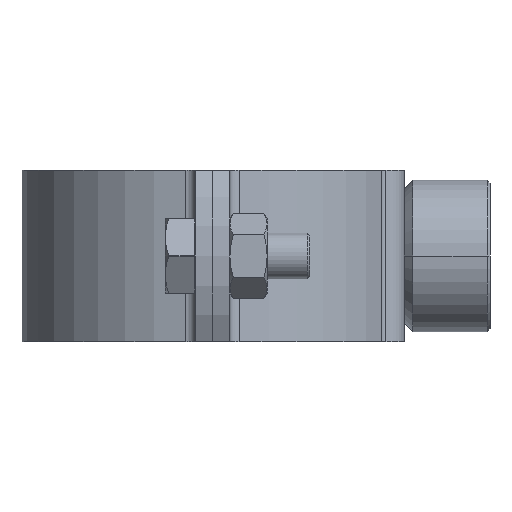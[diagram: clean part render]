
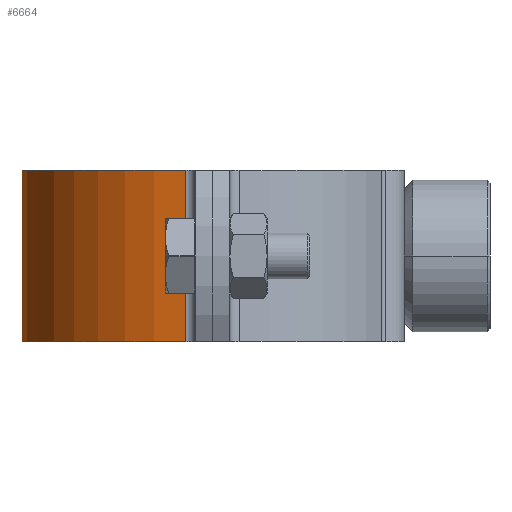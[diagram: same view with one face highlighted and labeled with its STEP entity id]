
A CAD part, left-side view. The second image highlights one B-rep face of the part: STEP entity #6664.
In plain terms, the highlighted cylindrical face has radius 33.5 mm (diameter 67 mm), a partial arc.
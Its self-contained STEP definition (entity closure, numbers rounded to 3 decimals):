
#349 = CARTESIAN_POINT ( 'NONE',  ( 33.166, -4.718, 15. ) ) ;
#532 = AXIS2_PLACEMENT_3D ( 'NONE', #1055, #1051, #1049 ) ;
#549 = ORIENTED_EDGE ( 'NONE', *, *, #4148, .T. ) ;
#1044 = CARTESIAN_POINT ( 'NONE',  ( -33.166, -4.718, -15. ) ) ;
#1049 = DIRECTION ( 'NONE',  ( -1., 0., 0. ) ) ;
#1051 = DIRECTION ( 'NONE',  ( 0., 0., -1. ) ) ;
#1055 = CARTESIAN_POINT ( 'NONE',  ( 0., 0., 15. ) ) ;
#1061 = CYLINDRICAL_SURFACE ( 'NONE', #532, 33.5 ) ;
#1064 = FACE_OUTER_BOUND ( 'NONE', #1896, .T. ) ;
#1115 = EDGE_CURVE ( 'NONE', #2258, #6673, #3244, .T. ) ;
#1228 = CARTESIAN_POINT ( 'NONE',  ( -33.166, -4.718, 15. ) ) ;
#1340 = VERTEX_POINT ( 'NONE', #2924 ) ;
#1369 = ORIENTED_EDGE ( 'NONE', *, *, #4103, .F. ) ;
#1398 = ORIENTED_EDGE ( 'NONE', *, *, #1115, .T. ) ;
#1896 = EDGE_LOOP ( 'NONE', ( #549, #1369, #2982, #1398 ) ) ;
#1899 = EDGE_CURVE ( 'NONE', #2258, #2808, #4797, .T. ) ;
#1933 = DIRECTION ( 'NONE',  ( 1., 0., 0. ) ) ;
#1938 = DIRECTION ( 'NONE',  ( 0., 0., 1. ) ) ;
#1948 = CARTESIAN_POINT ( 'NONE',  ( 0., 0., 15. ) ) ;
#2081 = AXIS2_PLACEMENT_3D ( 'NONE', #4803, #4801, #4794 ) ;
#2258 = VERTEX_POINT ( 'NONE', #1228 ) ;
#2808 = VERTEX_POINT ( 'NONE', #349 ) ;
#2924 = CARTESIAN_POINT ( 'NONE',  ( 33.166, -4.718, -15. ) ) ;
#2982 = ORIENTED_EDGE ( 'NONE', *, *, #1899, .F. ) ;
#3240 = DIRECTION ( 'NONE',  ( 0., 0., -1. ) ) ;
#3242 = CARTESIAN_POINT ( 'NONE',  ( -33.166, -4.718, 15. ) ) ;
#3244 = LINE ( 'NONE', #3242, #4256 ) ;
#4103 = EDGE_CURVE ( 'NONE', #2808, #1340, #4908, .T. ) ;
#4148 = EDGE_CURVE ( 'NONE', #6673, #1340, #4825, .T. ) ;
#4256 = VECTOR ( 'NONE', #3240, 1000. ) ;
#4794 = DIRECTION ( 'NONE',  ( 1., 0., 0. ) ) ;
#4797 = CIRCLE ( 'NONE', #4805, 33.5 ) ;
#4801 = DIRECTION ( 'NONE',  ( 0., 0., 1. ) ) ;
#4803 = CARTESIAN_POINT ( 'NONE',  ( 0., 0., -15. ) ) ;
#4805 = AXIS2_PLACEMENT_3D ( 'NONE', #1948, #1938, #1933 ) ;
#4825 = CIRCLE ( 'NONE', #2081, 33.5 ) ;
#4899 = DIRECTION ( 'NONE',  ( 0., 0., -1. ) ) ;
#4901 = CARTESIAN_POINT ( 'NONE',  ( 33.166, -4.718, 15. ) ) ;
#4908 = LINE ( 'NONE', #4901, #5185 ) ;
#5185 = VECTOR ( 'NONE', #4899, 1000. ) ;
#6664 = ADVANCED_FACE ( 'NONE', ( #1064 ), #1061, .T. ) ;
#6673 = VERTEX_POINT ( 'NONE', #1044 ) ;
